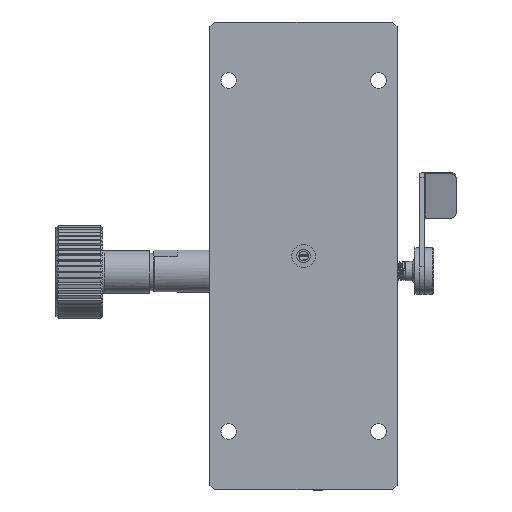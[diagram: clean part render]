
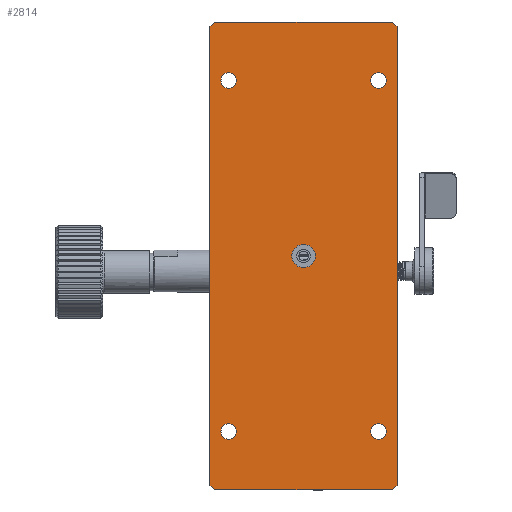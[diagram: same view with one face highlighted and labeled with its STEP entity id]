
A CAD part, front view. The second image highlights one B-rep face of the part: STEP entity #2814.
In plain terms, the highlighted planar face has unit normal (0, -1, 0).
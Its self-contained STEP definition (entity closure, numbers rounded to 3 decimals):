
#527 = EDGE_CURVE ( 'NONE', #106580, #48539, #64424, .T. ) ;
#2042 = CIRCLE ( 'NONE', #91791, 1.65 ) ;
#2814 = ADVANCED_FACE ( 'NONE', ( #33214, #79616, #54529, #100938, #126057, #126816 ), #21841, .F. ) ;
#3981 = CARTESIAN_POINT ( 'NONE',  ( 33.233, 67.715, 9.416 ) ) ;
#4916 = EDGE_LOOP ( 'NONE', ( #20878, #94598, #7407, #100038, #30694, #144579, #33847, #88891 ) ) ;
#6115 = CARTESIAN_POINT ( 'NONE',  ( 67.583, 67.715, 95.916 ) ) ;
#7407 = ORIENTED_EDGE ( 'NONE', *, *, #105667, .T. ) ;
#7606 = VECTOR ( 'NONE', #12626, 1000. ) ;
#9874 = ORIENTED_EDGE ( 'NONE', *, *, #37006, .F. ) ;
#11855 = CIRCLE ( 'NONE', #72550, 1.65 ) ;
#12306 = EDGE_CURVE ( 'NONE', #94587, #94587, #115604, .T. ) ;
#12401 = CARTESIAN_POINT ( 'NONE',  ( 73.233, 67.715, 9.416 ) ) ;
#12626 = DIRECTION ( 'NONE',  ( -1., 0., 0. ) ) ;
#13372 = DIRECTION ( 'NONE',  ( -0.707, 0., 0.707 ) ) ;
#15549 = EDGE_CURVE ( 'NONE', #100924, #110166, #51417, .T. ) ;
#17467 = CARTESIAN_POINT ( 'NONE',  ( 73.233, 67.715, 108.416 ) ) ;
#17739 = EDGE_CURVE ( 'NONE', #59594, #59594, #26264, .T. ) ;
#20878 = ORIENTED_EDGE ( 'NONE', *, *, #15549, .F. ) ;
#21569 = DIRECTION ( 'NONE',  ( 1., 0., 0. ) ) ;
#21841 = PLANE ( 'NONE',  #112807 ) ;
#24878 = VECTOR ( 'NONE', #125766, 1000. ) ;
#24984 = DIRECTION ( 'NONE',  ( 0., -1., 0. ) ) ;
#25055 = VECTOR ( 'NONE', #85346, 1000. ) ;
#26264 = CIRCLE ( 'NONE', #128223, 2.5 ) ;
#30694 = ORIENTED_EDGE ( 'NONE', *, *, #110922, .T. ) ;
#32521 = CARTESIAN_POINT ( 'NONE',  ( 37.233, 67.715, 95.916 ) ) ;
#33214 = FACE_OUTER_BOUND ( 'NONE', #4916, .T. ) ;
#33847 = ORIENTED_EDGE ( 'NONE', *, *, #50215, .F. ) ;
#34741 = EDGE_CURVE ( 'NONE', #53628, #100924, #50889, .T. ) ;
#34940 = CARTESIAN_POINT ( 'NONE',  ( 69.233, 67.715, 95.916 ) ) ;
#35499 = CARTESIAN_POINT ( 'NONE',  ( 73.233, 67.715, 107.416 ) ) ;
#37006 = EDGE_CURVE ( 'NONE', #132582, #132582, #94068, .T. ) ;
#37304 = ORIENTED_EDGE ( 'NONE', *, *, #69760, .F. ) ;
#37770 = CARTESIAN_POINT ( 'NONE',  ( 73.233, 67.715, 9.416 ) ) ;
#42490 = DIRECTION ( 'NONE',  ( 1., 0., 0. ) ) ;
#44075 = DIRECTION ( 'NONE',  ( 0., -1., 0. ) ) ;
#47344 = CARTESIAN_POINT ( 'NONE',  ( 53.233, 67.715, 58.416 ) ) ;
#47557 = CARTESIAN_POINT ( 'NONE',  ( 73.233, 67.715, 8.416 ) ) ;
#47751 = CARTESIAN_POINT ( 'NONE',  ( 69.233, 67.715, 20.916 ) ) ;
#48512 = DIRECTION ( 'NONE',  ( -1., 0., 0. ) ) ;
#48539 = VERTEX_POINT ( 'NONE', #49936 ) ;
#49936 = CARTESIAN_POINT ( 'NONE',  ( 33.233, 67.715, 107.416 ) ) ;
#50215 = EDGE_CURVE ( 'NONE', #87211, #106580, #118867, .T. ) ;
#50285 = AXIS2_PLACEMENT_3D ( 'NONE', #47751, #24984, #48512 ) ;
#50889 = LINE ( 'NONE', #17467, #54956 ) ;
#51417 = LINE ( 'NONE', #37770, #64871 ) ;
#53628 = VERTEX_POINT ( 'NONE', #35499 ) ;
#54529 = FACE_BOUND ( 'NONE', #129848, .T. ) ;
#54956 = VECTOR ( 'NONE', #142982, 1000. ) ;
#57277 = AXIS2_PLACEMENT_3D ( 'NONE', #101886, #44075, #68406 ) ;
#57751 = DIRECTION ( 'NONE',  ( 0., -1., 0. ) ) ;
#57992 = CARTESIAN_POINT ( 'NONE',  ( 34.233, 67.715, 108.416 ) ) ;
#59594 = VERTEX_POINT ( 'NONE', #93076 ) ;
#60491 = LINE ( 'NONE', #82566, #70683 ) ;
#61067 = VERTEX_POINT ( 'NONE', #96755 ) ;
#64424 = LINE ( 'NONE', #109378, #66164 ) ;
#64871 = VECTOR ( 'NONE', #84182, 1000. ) ;
#66164 = VECTOR ( 'NONE', #143599, 1000. ) ;
#68406 = DIRECTION ( 'NONE',  ( -1., 0., 0. ) ) ;
#69338 = EDGE_LOOP ( 'NONE', ( #9874 ) ) ;
#69760 = EDGE_CURVE ( 'NONE', #76981, #76981, #2042, .T. ) ;
#70683 = VECTOR ( 'NONE', #13372, 1000. ) ;
#72003 = EDGE_LOOP ( 'NONE', ( #37304 ) ) ;
#72550 = AXIS2_PLACEMENT_3D ( 'NONE', #34940, #57751, #106458 ) ;
#74495 = CARTESIAN_POINT ( 'NONE',  ( 73.233, 67.715, 108.416 ) ) ;
#75246 = LINE ( 'NONE', #74495, #94134 ) ;
#76066 = VERTEX_POINT ( 'NONE', #6115 ) ;
#76981 = VERTEX_POINT ( 'NONE', #102069 ) ;
#78469 = EDGE_CURVE ( 'NONE', #88047, #61067, #75246, .T. ) ;
#78904 = DIRECTION ( 'NONE',  ( -1., 0., 0. ) ) ;
#79616 = FACE_BOUND ( 'NONE', #72003, .T. ) ;
#80366 = DIRECTION ( 'NONE',  ( -1., 0., 0. ) ) ;
#82566 = CARTESIAN_POINT ( 'NONE',  ( 72.233, 67.715, 108.416 ) ) ;
#84182 = DIRECTION ( 'NONE',  ( -0.707, 0., -0.707 ) ) ;
#85346 = DIRECTION ( 'NONE',  ( -0.707, 0., 0.707 ) ) ;
#87211 = VERTEX_POINT ( 'NONE', #101066 ) ;
#88047 = VERTEX_POINT ( 'NONE', #121780 ) ;
#88891 = ORIENTED_EDGE ( 'NONE', *, *, #105717, .F. ) ;
#89219 = EDGE_LOOP ( 'NONE', ( #106256 ) ) ;
#90330 = DIRECTION ( 'NONE',  ( 0., -1., 0. ) ) ;
#91772 = CARTESIAN_POINT ( 'NONE',  ( 73.233, 67.715, 108.416 ) ) ;
#91791 = AXIS2_PLACEMENT_3D ( 'NONE', #32521, #90330, #78904 ) ;
#93076 = CARTESIAN_POINT ( 'NONE',  ( 55.733, 67.715, 58.416 ) ) ;
#94068 = CIRCLE ( 'NONE', #50285, 1.65 ) ;
#94134 = VECTOR ( 'NONE', #42490, 1000. ) ;
#94587 = VERTEX_POINT ( 'NONE', #139510 ) ;
#94598 = ORIENTED_EDGE ( 'NONE', *, *, #34741, .F. ) ;
#96755 = CARTESIAN_POINT ( 'NONE',  ( 72.233, 67.715, 108.416 ) ) ;
#99068 = CARTESIAN_POINT ( 'NONE',  ( 67.583, 67.715, 20.916 ) ) ;
#100038 = ORIENTED_EDGE ( 'NONE', *, *, #78469, .F. ) ;
#100924 = VERTEX_POINT ( 'NONE', #12401 ) ;
#100938 = FACE_BOUND ( 'NONE', #69338, .T. ) ;
#101066 = CARTESIAN_POINT ( 'NONE',  ( 34.233, 67.715, 8.416 ) ) ;
#101886 = CARTESIAN_POINT ( 'NONE',  ( 37.233, 67.715, 20.916 ) ) ;
#102069 = CARTESIAN_POINT ( 'NONE',  ( 35.583, 67.715, 95.916 ) ) ;
#103205 = DIRECTION ( 'NONE',  ( 0., 1., 0. ) ) ;
#105667 = EDGE_CURVE ( 'NONE', #53628, #61067, #60491, .T. ) ;
#105717 = EDGE_CURVE ( 'NONE', #110166, #87211, #131251, .T. ) ;
#106119 = CARTESIAN_POINT ( 'NONE',  ( 72.233, 67.715, 8.416 ) ) ;
#106256 = ORIENTED_EDGE ( 'NONE', *, *, #135668, .F. ) ;
#106458 = DIRECTION ( 'NONE',  ( -1., 0., 0. ) ) ;
#106580 = VERTEX_POINT ( 'NONE', #109558 ) ;
#109378 = CARTESIAN_POINT ( 'NONE',  ( 33.233, 67.715, 108.416 ) ) ;
#109558 = CARTESIAN_POINT ( 'NONE',  ( 33.233, 67.715, 9.416 ) ) ;
#110166 = VERTEX_POINT ( 'NONE', #106119 ) ;
#110922 = EDGE_CURVE ( 'NONE', #88047, #48539, #113595, .T. ) ;
#112807 = AXIS2_PLACEMENT_3D ( 'NONE', #91772, #103205, #80366 ) ;
#113595 = LINE ( 'NONE', #57992, #24878 ) ;
#115604 = CIRCLE ( 'NONE', #57277, 1.65 ) ;
#118867 = LINE ( 'NONE', #3981, #25055 ) ;
#121780 = CARTESIAN_POINT ( 'NONE',  ( 34.233, 67.715, 108.416 ) ) ;
#125766 = DIRECTION ( 'NONE',  ( -0.707, 0., -0.707 ) ) ;
#125784 = DIRECTION ( 'NONE',  ( 0., -1., 0. ) ) ;
#126057 = FACE_BOUND ( 'NONE', #89219, .T. ) ;
#126816 = FACE_BOUND ( 'NONE', #139902, .T. ) ;
#128223 = AXIS2_PLACEMENT_3D ( 'NONE', #47344, #125784, #21569 ) ;
#129848 = EDGE_LOOP ( 'NONE', ( #131391 ) ) ;
#131251 = LINE ( 'NONE', #47557, #7606 ) ;
#131391 = ORIENTED_EDGE ( 'NONE', *, *, #12306, .F. ) ;
#132008 = ORIENTED_EDGE ( 'NONE', *, *, #17739, .F. ) ;
#132582 = VERTEX_POINT ( 'NONE', #99068 ) ;
#135668 = EDGE_CURVE ( 'NONE', #76066, #76066, #11855, .T. ) ;
#139510 = CARTESIAN_POINT ( 'NONE',  ( 35.583, 67.715, 20.916 ) ) ;
#139902 = EDGE_LOOP ( 'NONE', ( #132008 ) ) ;
#142982 = DIRECTION ( 'NONE',  ( 0., 0., -1. ) ) ;
#143599 = DIRECTION ( 'NONE',  ( 0., 0., 1. ) ) ;
#144579 = ORIENTED_EDGE ( 'NONE', *, *, #527, .F. ) ;
